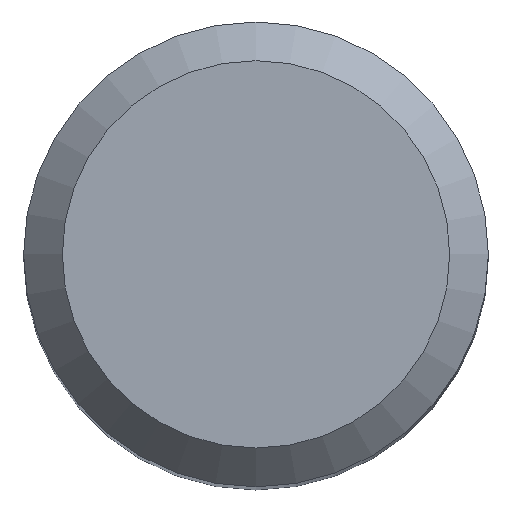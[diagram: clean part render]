
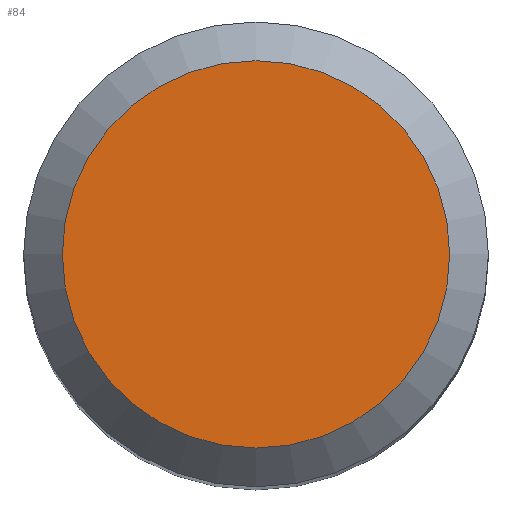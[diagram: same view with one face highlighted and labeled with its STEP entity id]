
A CAD part, top view. The second image highlights one B-rep face of the part: STEP entity #84.
In plain terms, the highlighted planar face has unit normal (0, 0, 1).
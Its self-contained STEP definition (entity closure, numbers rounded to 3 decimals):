
#15 = CIRCLE ( 'NONE', #93, 5. ) ;
#40 = DIRECTION ( 'NONE',  ( 0., 1., 0. ) ) ;
#42 = PLANE ( 'NONE',  #169 ) ;
#59 = EDGE_LOOP ( 'NONE', ( #110 ) ) ;
#64 = DIRECTION ( 'NONE',  ( 0., 0., -1. ) ) ;
#84 = ADVANCED_FACE ( 'NONE', ( #223 ), #42, .F. ) ;
#93 = AXIS2_PLACEMENT_3D ( 'NONE', #164, #101, #40 ) ;
#101 = DIRECTION ( 'NONE',  ( 0., 0., -1. ) ) ;
#110 = ORIENTED_EDGE ( 'NONE', *, *, #262, .F. ) ;
#120 = CARTESIAN_POINT ( 'NONE',  ( 0., 0., 102. ) ) ;
#146 = VERTEX_POINT ( 'NONE', #216 ) ;
#164 = CARTESIAN_POINT ( 'NONE',  ( 0., 0., 102. ) ) ;
#169 = AXIS2_PLACEMENT_3D ( 'NONE', #120, #64, #183 ) ;
#183 = DIRECTION ( 'NONE',  ( 0., 1., 0. ) ) ;
#216 = CARTESIAN_POINT ( 'NONE',  ( 0., 5., 102. ) ) ;
#223 = FACE_OUTER_BOUND ( 'NONE', #59, .T. ) ;
#262 = EDGE_CURVE ( 'NONE', #146, #146, #15, .T. ) ;
